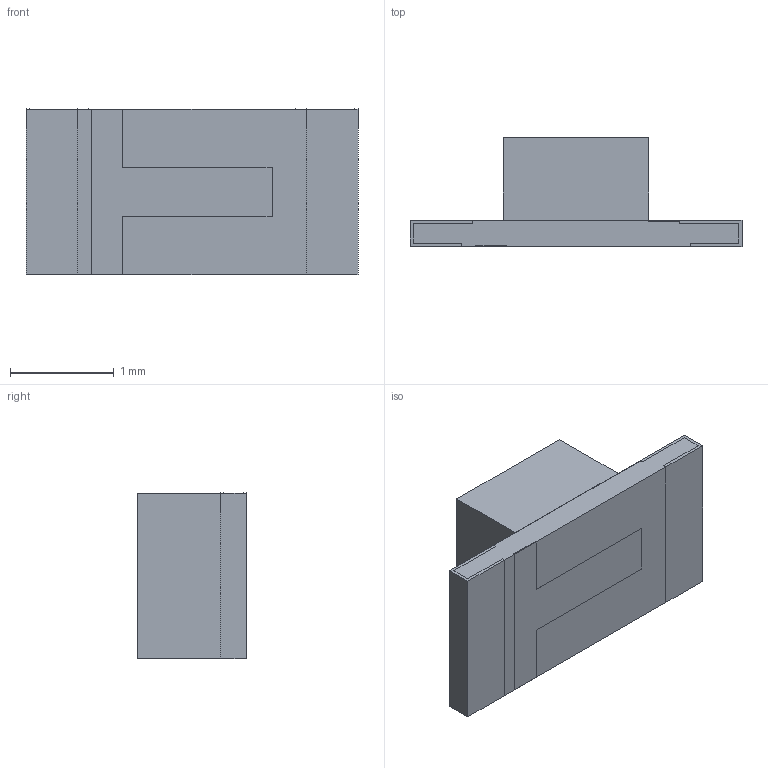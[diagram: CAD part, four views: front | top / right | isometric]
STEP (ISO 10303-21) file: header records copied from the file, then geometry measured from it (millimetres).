
FILE_DESCRIPTION (( 'STEP AP214' ), '1' );
FILE_NAME ('XZxx55-2.STEP', '2015-08-26T16:22:34', ( '' ), ( '' ), 'SwSTEP 2.0', 'SolidWorks 2012', '' );
FILE_SCHEMA (( 'AUTOMOTIVE_DESIGN' ));
Length unit declared in the file: millimetre
Products named in the file (1): XZxx55-2
Bounding box: 3.2 x 1.05 x 1.6 mm (x, y, z)
Volume: 3.1 mm3; surface area: 28.5 mm2
Topology: 8 solids, 8 shells, 73 faces, 168 edges, 112 vertices
Faces by surface type: plane 73
Entity records: 2218 total; most frequent: CARTESIAN_POINT 354, ORIENTED_EDGE 336, DIRECTION 316, VECTOR 168, LINE 168, EDGE_CURVE 168, VERTEX_POINT 112, AXIS2_PLACEMENT_3D 74
